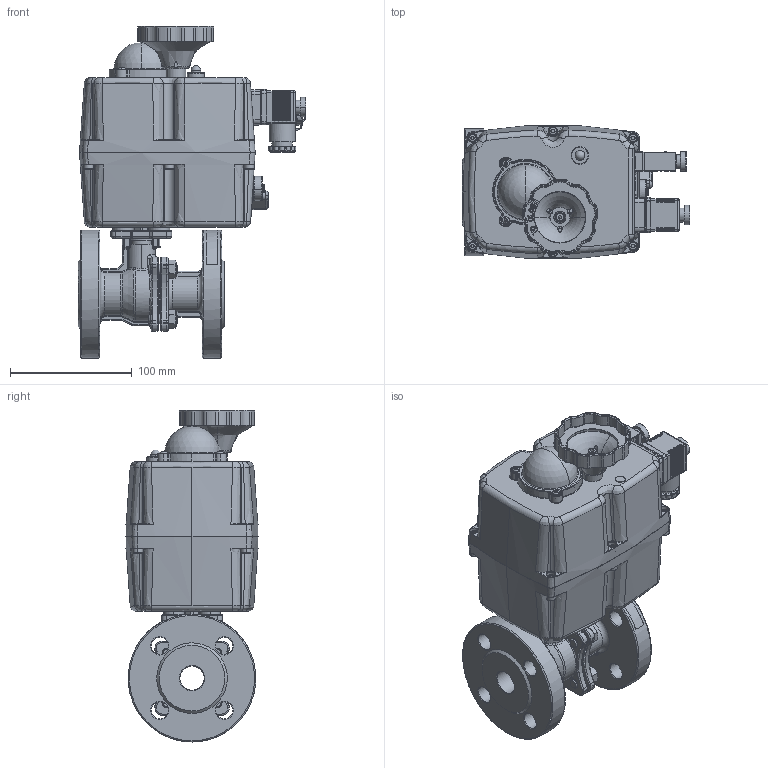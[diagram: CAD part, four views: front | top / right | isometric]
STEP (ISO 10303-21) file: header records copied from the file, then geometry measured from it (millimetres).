
FILE_DESCRIPTION(('HOOPS Exchange Step'),'2;1');
FILE_NAME('EK05_DN20.stp','2025-05-20T08:29:42+02:00',('nieru'),('Unknown organisation'),'HOOPS Exchange 2024.2','HOOPS Exchange','Unknown authorisation');
FILE_SCHEMA( ('AP203_CONFIGURATION_CONTROLLED_3D_DESIGN_OF_MECHANICAL_PARTS_AND_ASSEMBLIES_MIM_LF') );
Length unit declared in the file: millimetre
Products named in the file (5): 0; root
Assembly tree (4 placements, depth 3):
  root
    0
      0
      0
      0
Bounding box: 187.34 x 108.75 x 272.95 mm (x, y, z)
Volume: 2022191.9 mm3; surface area: 293288.8 mm2
Topology: 53 solids, 53 shells, 3609 faces, 8986 edges, 5467 vertices
Faces by surface type: cylinder 1262, plane 750, bspline 746, torus 694, cone 102, sphere 55
Full cylindrical faces by diameter (mm): 2.204 x3, 6 x4, 7.825 x1, 8 x2, 10.106 x2, 11 x1, 11.516 x1, 12.5 x2, 14 x9, 14.894 x1, 16 x1, 16.5 x1, 20 x2, 23 x1, 28 x1, 30 x1, 45.6 x2, 105 x2
Entity records: 229826 total; most frequent: CARTESIAN_POINT 151471, ORIENTED_EDGE 17790, DIRECTION 14015, EDGE_CURVE 8895, AXIS2_PLACEMENT_3D 5646, VERTEX_POINT 5466, EDGE_LOOP 3825, FACE_BOUND 3825
